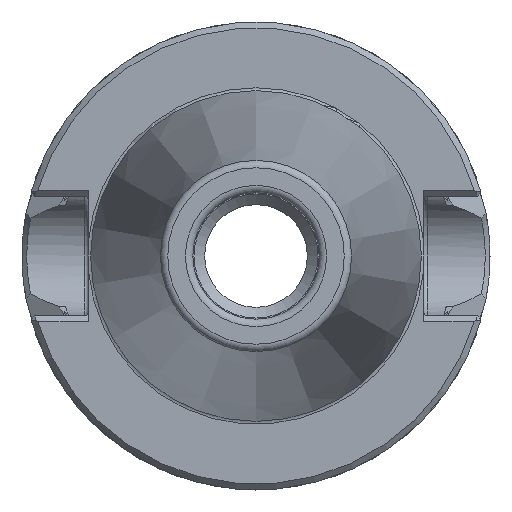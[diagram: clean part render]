
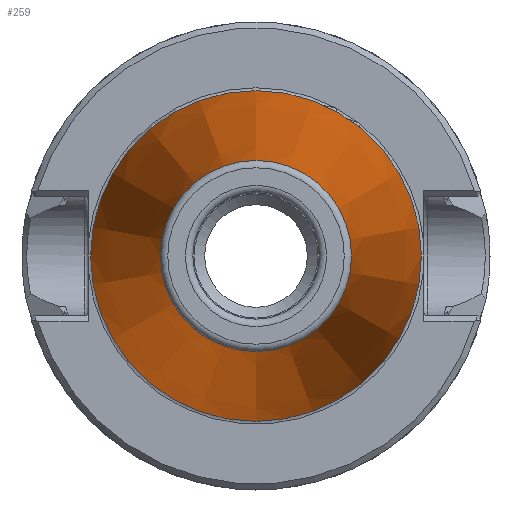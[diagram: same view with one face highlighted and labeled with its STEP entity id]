
A CAD part, left-side view. The second image highlights one B-rep face of the part: STEP entity #259.
In plain terms, the highlighted conical face has half-angle 8.297 degrees and reference radius 12.871 mm.
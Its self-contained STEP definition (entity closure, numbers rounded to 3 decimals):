
#259 = ADVANCED_FACE( '', ( #574, #575 ), #576, .T. );
#574 = FACE_OUTER_BOUND( '', #944, .T. );
#575 = FACE_BOUND( '', #945, .T. );
#576 = CONICAL_SURFACE( '', #946, 12.871, 0.145 );
#944 = EDGE_LOOP( '', ( #1599 ) );
#945 = EDGE_LOOP( '', ( #1600 ) );
#946 = AXIS2_PLACEMENT_3D( '', #1601, #1602, #1603 );
#1599 = ORIENTED_EDGE( '', *, *, #2191, .T. );
#1600 = ORIENTED_EDGE( '', *, *, #1956, .F. );
#1601 = CARTESIAN_POINT( '', ( -64.544, 0., 0. ) );
#1602 = DIRECTION( '', ( 1., 0., 0. ) );
#1603 = DIRECTION( '', ( 0., 0., -1. ) );
#1956 = EDGE_CURVE( '', #2290, #2290, #2291, .T. );
#2191 = EDGE_CURVE( '', #2657, #2657, #2658, .T. );
#2290 = VERTEX_POINT( '', #2772 );
#2291 = CIRCLE( '', #2773, 12.871 );
#2657 = VERTEX_POINT( '', #3548 );
#2658 = CIRCLE( '', #3549, 22.268 );
#2772 = CARTESIAN_POINT( '', ( -64.544, 0., 12.871 ) );
#2773 = AXIS2_PLACEMENT_3D( '', #3840, #3841, #3842 );
#3548 = CARTESIAN_POINT( '', ( -0.106, 0., 22.268 ) );
#3549 = AXIS2_PLACEMENT_3D( '', #4110, #4111, #4112 );
#3840 = CARTESIAN_POINT( '', ( -64.544, 0., 0. ) );
#3841 = DIRECTION( '', ( -1., 0., 0. ) );
#3842 = DIRECTION( '', ( 0., 0., 1. ) );
#4110 = CARTESIAN_POINT( '', ( -0.106, 0., 0. ) );
#4111 = DIRECTION( '', ( -1., 0., 0. ) );
#4112 = DIRECTION( '', ( 0., 0., 1. ) );
